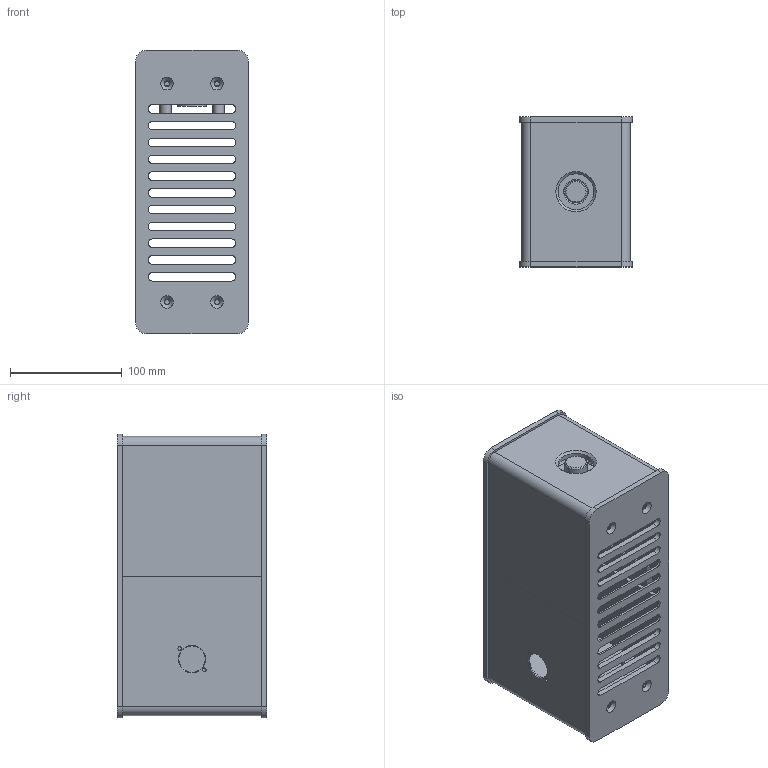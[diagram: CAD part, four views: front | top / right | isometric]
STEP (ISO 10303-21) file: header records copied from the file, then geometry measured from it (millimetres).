
FILE_DESCRIPTION(/* description */ (''),/* implementation_level */ '2;1');
FILE_NAME(/* name */ 'spinner compact version v27.step',/* time_stamp */ '2022-08-13T07:49:57+02:00',/* author */ (''),/* organization */ (''),/* preprocessor_version */ 'ST-DEVELOPER v19',/* originating_system */ 'Autodesk Translation Framework v11.7.0.108',/* authorisation */ '');
FILE_SCHEMA (('AUTOMOTIVE_DESIGN { 1 0 10303 214 3 1 1 }'));
Length unit declared in the file: millimetre
Products named in the file (9): spinner compact version; shaft; bearing; front mount plate; motor mount; end plate; bottom plate; covering; bottom plate(Mirror)
Assembly tree (11 placements, depth 2):
  spinner compact version
    shaft
    bearing
    front mount plate
    motor mount  x4
    end plate
    bottom plate
    covering
    bottom plate(Mirror)
Bounding box: 101 x 134 x 253.5 mm (x, y, z)
Volume: 828112.2 mm3; surface area: 349455.9 mm2
Topology: 12 solids, 12 shells, 546 faces, 1432 edges, 935 vertices
Faces by surface type: plane 275, cylinder 223, cone 44, torus 4
Full cylindrical faces by diameter (mm): 3.2 x6, 4.2 x20, 5 x2, 5.2 x8, 8 x1, 10 x4, 20 x2, 23.5 x1, 26 x1, 32 x1, 41 x1, 47 x2, 70 x1
Entity records: 16955 total; most frequent: DIRECTION 2983, CARTESIAN_POINT 2867, ORIENTED_EDGE 2804, EDGE_CURVE 1402, AXIS2_PLACEMENT_3D 1033, LINE 917, VECTOR 917, VERTEX_POINT 917
